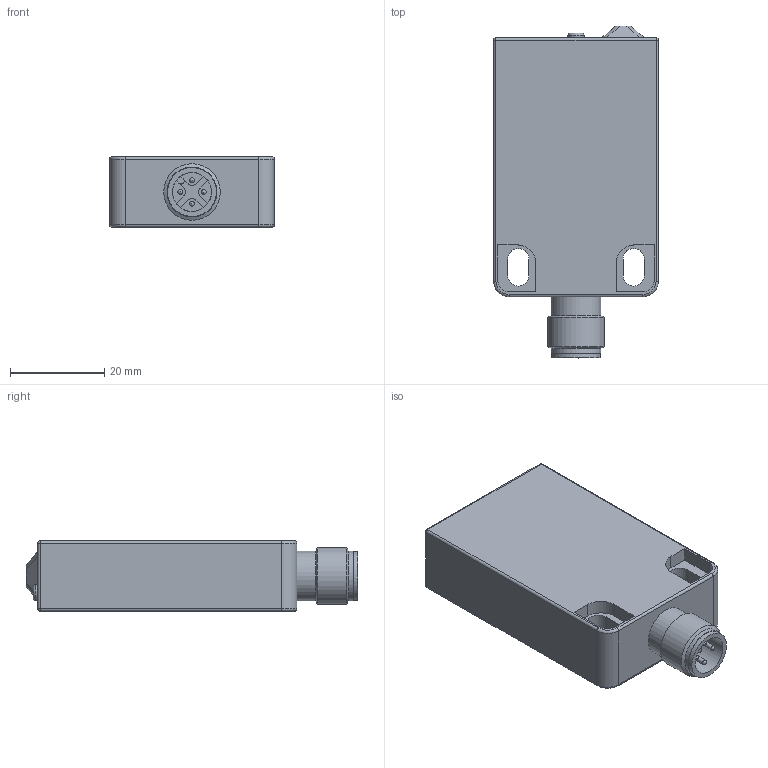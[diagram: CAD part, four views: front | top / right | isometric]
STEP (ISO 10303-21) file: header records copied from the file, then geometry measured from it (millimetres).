
FILE_DESCRIPTION(/* description */ (''),/* implementation_level */ '2;1');
FILE_NAME(/* name */ 'EC5525NPAPL-1.stp',/* time_stamp */ '2017-03-03T11:37:44+01:00',/* author */ ('tvb'),/* organization */ (''),/* preprocessor_version */ 'ST-DEVELOPER v16.1',/* originating_system */ 'Autodesk Inventor 2016',/* authorisation */ '');
FILE_SCHEMA (('AUTOMOTIVE_DESIGN { 1 0 10303 214 3 1 1 }'));
Length unit declared in the file: centimetre
Products named in the file (1): EC5525NPAPL-1
Bounding box: 35 x 70.5 x 15 mm (x, y, z)
Volume: 28263.4 mm3; surface area: 8236.1 mm2
Topology: 1 solids, 9 shells, 171 faces, 398 edges, 257 vertices
Faces by surface type: plane 89, cylinder 62, sphere 8, torus 5, bspline 4, cone 3
Full cylindrical faces by diameter (mm): 0.7 x4, 1 x8, 3 x2, 3.4 x1, 7 x1, 8 x2, 8.3 x1, 9.5 x2, 10.4 x1, 10.6 x2, 12 x1
Entity records: 4738 total; most frequent: DIRECTION 834, CARTESIAN_POINT 790, ORIENTED_EDGE 706, EDGE_CURVE 353, AXIS2_PLACEMENT_3D 313, VERTEX_POINT 245, EDGE_LOOP 234, LINE 208
